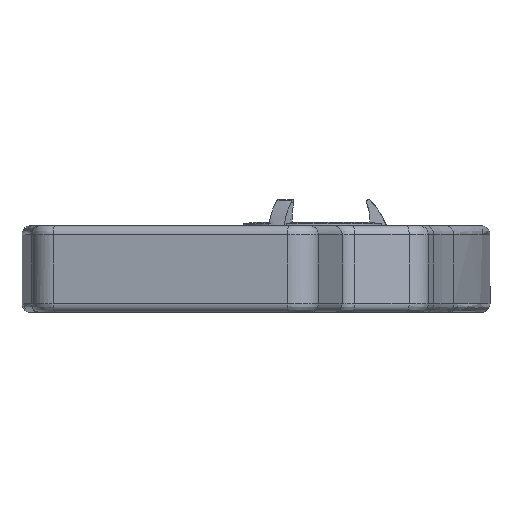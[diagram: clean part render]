
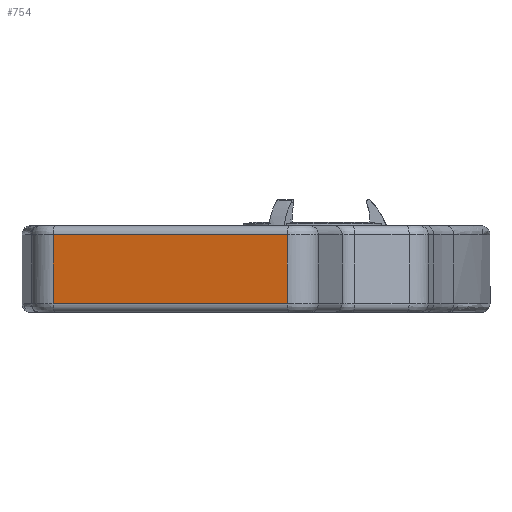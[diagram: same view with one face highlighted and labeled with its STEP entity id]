
A CAD part, left-side view. The second image highlights one B-rep face of the part: STEP entity #754.
In plain terms, the highlighted planar face has unit normal (-0.985, 0.174, 0).
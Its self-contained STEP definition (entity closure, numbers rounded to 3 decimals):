
#754=ADVANCED_FACE('',(#1644),#14210,.T.);
#1644=FACE_OUTER_BOUND('',#2529,.T.);
#2529=EDGE_LOOP('',(#6774,#6775,#6776,#6777));
#6774=ORIENTED_EDGE('',*,*,#9459,.T.);
#6775=ORIENTED_EDGE('',*,*,#9373,.T.);
#6776=ORIENTED_EDGE('',*,*,#9460,.F.);
#6777=ORIENTED_EDGE('',*,*,#9371,.T.);
#9371=EDGE_CURVE('',#13368,#13365,#11306,.T.);
#9373=EDGE_CURVE('',#13366,#13369,#11307,.T.);
#9459=EDGE_CURVE('',#13365,#13366,#11323,.T.);
#9460=EDGE_CURVE('',#13368,#13369,#11916,.T.);
#11306=B_SPLINE_CURVE_WITH_KNOTS('',1,(#24401,#24402),.UNSPECIFIED.,.F.,
 .F.,(2,2),(0.,53.74),.UNSPECIFIED.);
#11307=B_SPLINE_CURVE_WITH_KNOTS('',1,(#24406,#24407),.UNSPECIFIED.,.F.,
 .F.,(2,2),(0.,53.74),.UNSPECIFIED.);
#11323=B_SPLINE_CURVE_WITH_KNOTS('',1,(#24646,#24647),.UNSPECIFIED.,.F.,
 .F.,(2,2),(0.,15.6),.UNSPECIFIED.);
#11916=(
BOUNDED_CURVE()
B_SPLINE_CURVE(1,(#24648,#24649),.UNSPECIFIED.,.F.,.F.)
B_SPLINE_CURVE_WITH_KNOTS((2,2),(0.,15.6),.UNSPECIFIED.)
CURVE()
GEOMETRIC_REPRESENTATION_ITEM()
RATIONAL_B_SPLINE_CURVE((1.,1.))
REPRESENTATION_ITEM('')
);
#13365=VERTEX_POINT('',#19273);
#13366=VERTEX_POINT('',#19274);
#13368=VERTEX_POINT('',#19276);
#13369=VERTEX_POINT('',#19277);
#14210=PLANE('',#15019);
#15019=AXIS2_PLACEMENT_3D('',#17674,#15776,$);
#15776=DIRECTION('',(-0.985,0.174,0.));
#17674=CARTESIAN_POINT('',(-106.764,63.97,1.463));
#19273=CARTESIAN_POINT('',(-107.699,58.664,18.635));
#19274=CARTESIAN_POINT('',(-107.699,58.664,3.035));
#19276=CARTESIAN_POINT('',(-117.031,5.741,18.635));
#19277=CARTESIAN_POINT('',(-117.031,5.741,3.035));
#24401=CARTESIAN_POINT('',(-117.031,5.741,18.635));
#24402=CARTESIAN_POINT('',(-107.699,58.664,18.635));
#24406=CARTESIAN_POINT('',(-107.699,58.664,3.035));
#24407=CARTESIAN_POINT('',(-117.031,5.741,3.035));
#24646=CARTESIAN_POINT('',(-107.699,58.664,18.635));
#24647=CARTESIAN_POINT('',(-107.699,58.664,3.035));
#24648=CARTESIAN_POINT('',(-117.031,5.741,18.635));
#24649=CARTESIAN_POINT('',(-117.031,5.741,3.035));
